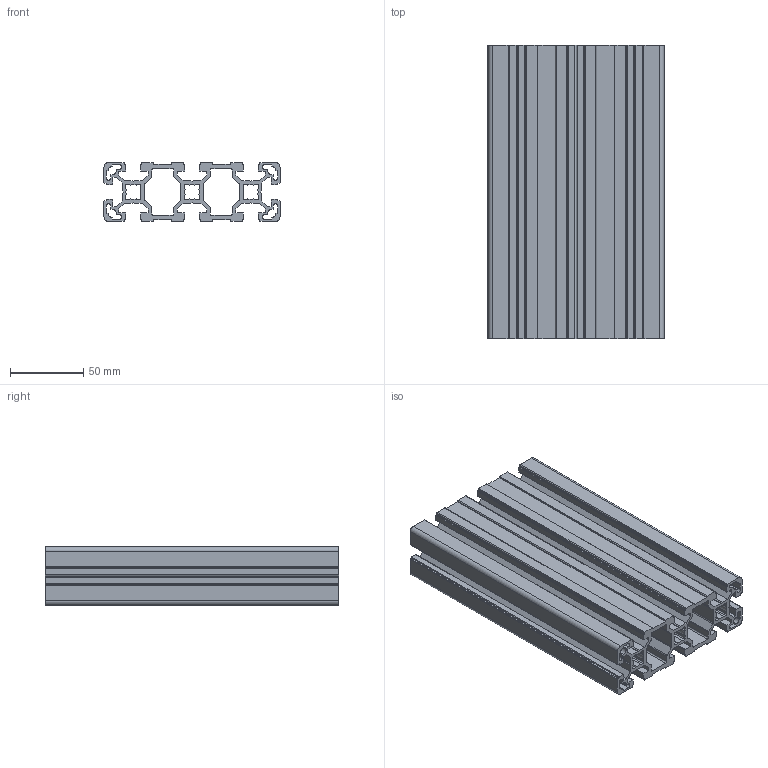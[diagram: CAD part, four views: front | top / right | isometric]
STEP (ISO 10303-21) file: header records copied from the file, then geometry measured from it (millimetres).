
FILE_DESCRIPTION(/* description */ ('Aluminiumprofil 40x120L'),/* implementation_level */ '2;1');
FILE_NAME(/* name */ 'Syskomp 411993139 Aluminiumprofil 40x120L.stp',/* time_stamp */ '2017-08-28T11:39:15+02:00',/* author */ ('wheldmann'),/* organization */ (''),/* preprocessor_version */ 'ST-DEVELOPER v16.1',/* originating_system */ 'Autodesk Inventor 2016',/* authorisation */ ' ');
FILE_SCHEMA (('AUTOMOTIVE_DESIGN { 1 0 10303 214 3 1 1 }'));
Length unit declared in the file: millimetre
Products named in the file (1): 411993139 Aluminiumprofil 40x120L - 200
Bounding box: 120 x 200 x 40 mm (x, y, z)
Volume: 306980.2 mm3; surface area: 227118.3 mm2
Topology: 1 solids, 1 shells, 386 faces, 1152 edges, 768 vertices
Faces by surface type: plane 262, cylinder 124
Entity records: 13004 total; most frequent: CARTESIAN_POINT 2307, ORIENTED_EDGE 2304, DIRECTION 2174, EDGE_CURVE 1152, LINE 904, VECTOR 904, VERTEX_POINT 768, AXIS2_PLACEMENT_3D 635
